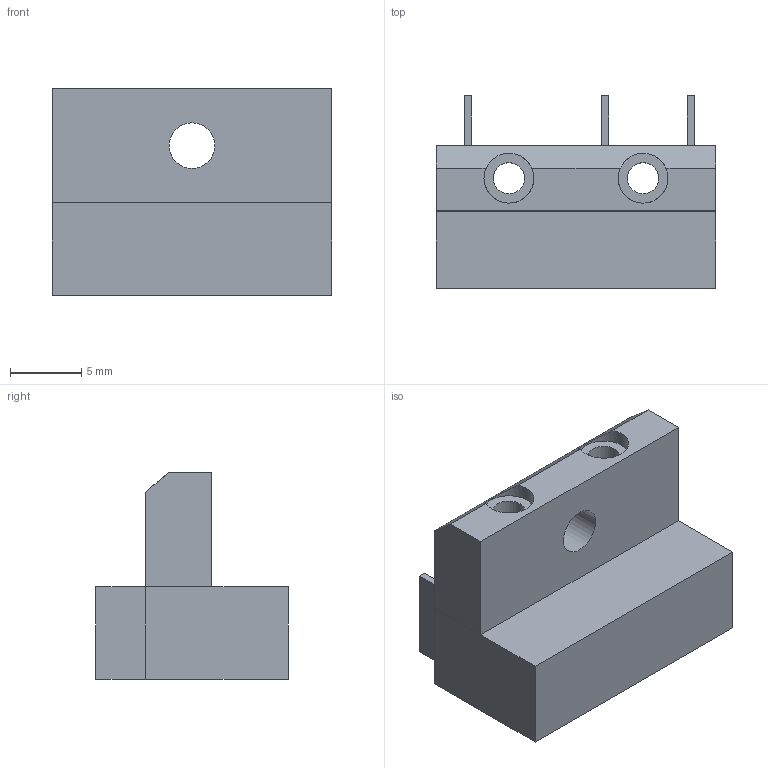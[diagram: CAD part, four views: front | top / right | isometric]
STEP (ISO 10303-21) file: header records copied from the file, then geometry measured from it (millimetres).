
FILE_DESCRIPTION(/* description */ (''),/* implementation_level */ '2;1');
FILE_NAME(/* name */ 'Untitled.step',/* time_stamp */ '2020-10-03T20:54:43+02:00',/* author */ (''),/* organization */ (''),/* preprocessor_version */ 'ST-DEVELOPER v18',/* originating_system */ 'Autodesk Translation Framework v8.12.0.6',/* authorisation */ '');
FILE_SCHEMA (('AUTOMOTIVE_DESIGN { 1 0 10303 214 3 1 1 }'));
Length unit declared in the file: millimetre
Products named in the file (1): (Unsaved)
Bounding box: 19.6 x 13.5 x 14.5 mm (x, y, z)
Volume: 1829.7 mm3; surface area: 1684.3 mm2
Topology: 2 solids, 2 shells, 36 faces, 95 edges, 64 vertices
Faces by surface type: plane 28, cylinder 8
Full cylindrical faces by diameter (mm): 2.2 x4, 3.2 x1, 3.5 x2, 5.2 x1
Entity records: 1169 total; most frequent: CARTESIAN_POINT 196, DIRECTION 191, ORIENTED_EDGE 190, EDGE_CURVE 95, LINE 73, VECTOR 73, VERTEX_POINT 64, AXIS2_PLACEMENT_3D 59
